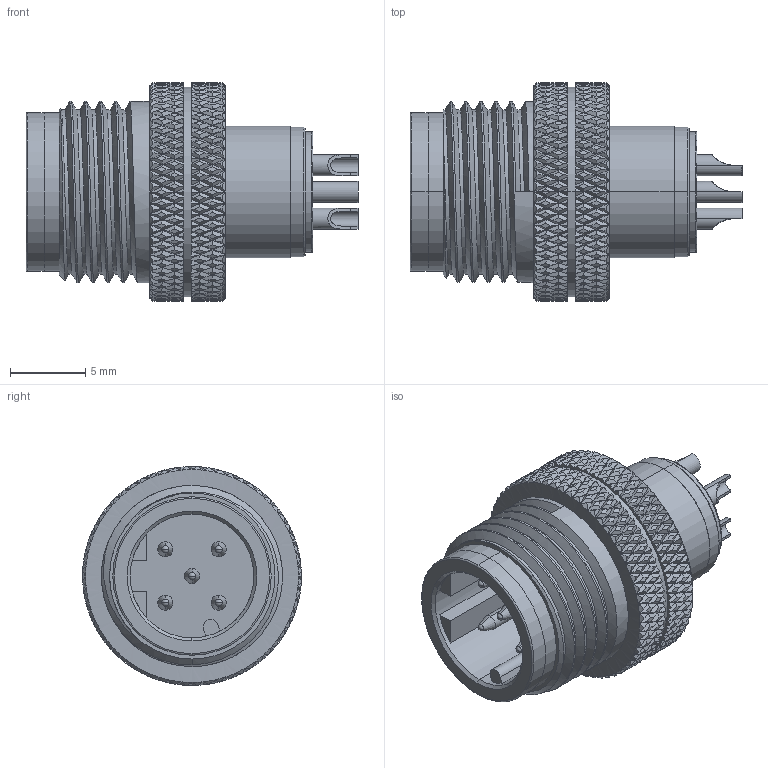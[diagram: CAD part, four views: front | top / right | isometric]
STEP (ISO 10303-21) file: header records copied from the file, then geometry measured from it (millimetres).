
FILE_DESCRIPTION (( 'STEP AP203' ), '1' );
FILE_NAME ('50-01033_revA.STEP', '2023-05-19T15:53:20', ( '' ), ( '' ), 'SwSTEP 2.0', 'SolidWorks 2021', '' );
FILE_SCHEMA (( 'CONFIG_CONTROL_DESIGN' ));
Length unit declared in the file: millimetre
Products named in the file (5): 50-01033-03___; 50-01033-04___; 50-01033-01___; 50-01033-02___; 50-01033_revA
Assembly tree (8 placements, depth 2):
  50-01033_revA
    50-01033-01___
    50-01033-02___
    50-01033-03___  x5
    50-01033-04___
Bounding box: 22 x 14.5 x 14.5 mm (x, y, z)
Volume: 1448.3 mm3; surface area: 3179.1 mm2
Topology: 8 solids, 8 shells, 2317 faces, 5046 edges, 2770 vertices
Faces by surface type: bspline 1443, cylinder 605, cone 159, plane 66, torus 34, sphere 10
Entity records: 106154 total; most frequent: CARTESIAN_POINT 71097, ORIENTED_EDGE 9512, EDGE_CURVE 4756, B_SPLINE_CURVE_WITH_KNOTS 4098, DIRECTION 2654, VERTEX_POINT 2602, EDGE_LOOP 2214, ADVANCED_FACE 2181
